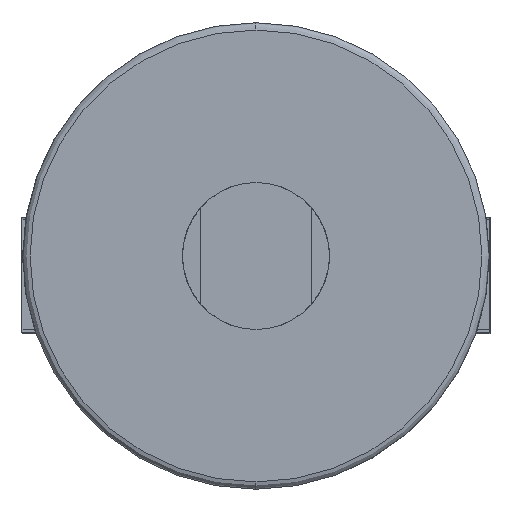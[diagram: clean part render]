
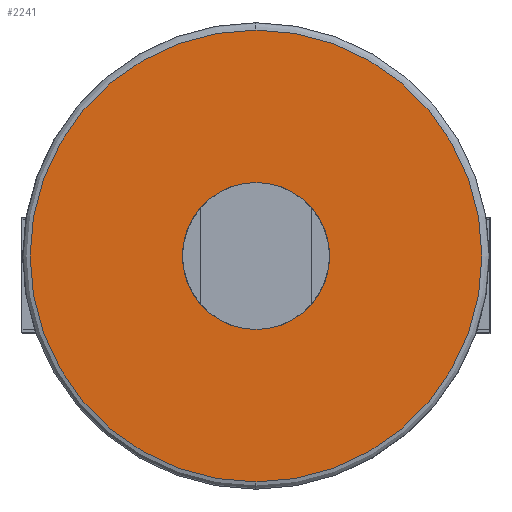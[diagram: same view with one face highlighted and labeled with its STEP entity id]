
A CAD part, left-side view. The second image highlights one B-rep face of the part: STEP entity #2241.
In plain terms, the highlighted planar face has unit normal (-1, 0, 0).
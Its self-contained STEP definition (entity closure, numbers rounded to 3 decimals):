
#127 = DIRECTION ( 'NONE',  ( 0., 0., 1. ) ) ;
#145 = DIRECTION ( 'NONE',  ( -1., 0., 0. ) ) ;
#162 = CARTESIAN_POINT ( 'NONE',  ( -700., 0., 0. ) ) ;
#296 = CARTESIAN_POINT ( 'NONE',  ( -700., 0., 0. ) ) ;
#744 = AXIS2_PLACEMENT_3D ( 'NONE', #15826, #8533, #966 ) ;
#902 = FACE_OUTER_BOUND ( 'NONE', #9685, .T. ) ;
#966 = DIRECTION ( 'NONE',  ( 0., 0., 1. ) ) ;
#1063 = ORIENTED_EDGE ( 'NONE', *, *, #11826, .F. ) ;
#1556 = DIRECTION ( 'NONE',  ( 0., 0., 1. ) ) ;
#2200 = CARTESIAN_POINT ( 'NONE',  ( -700., 0., 10. ) ) ;
#2204 = VERTEX_POINT ( 'NONE', #9089 ) ;
#2241 = ADVANCED_FACE ( 'NONE', ( #902, #13804 ), #8205, .T. ) ;
#2311 = CARTESIAN_POINT ( 'NONE',  ( -700., 0., -30.75 ) ) ;
#2368 = CIRCLE ( 'NONE', #3062, 10. ) ;
#2926 = DIRECTION ( 'NONE',  ( -1., 0., 0. ) ) ;
#3062 = AXIS2_PLACEMENT_3D ( 'NONE', #296, #9131, #1556 ) ;
#3077 = VERTEX_POINT ( 'NONE', #2200 ) ;
#3667 = ORIENTED_EDGE ( 'NONE', *, *, #10038, .T. ) ;
#4754 = EDGE_CURVE ( 'NONE', #2204, #8716, #7399, .T. ) ;
#5936 = DIRECTION ( 'NONE',  ( -1., 0., 0. ) ) ;
#6152 = CIRCLE ( 'NONE', #744, 30.75 ) ;
#6503 = DIRECTION ( 'NONE',  ( 0., 0., 1. ) ) ;
#7399 = CIRCLE ( 'NONE', #15221, 30.75 ) ;
#7582 = CIRCLE ( 'NONE', #14730, 10. ) ;
#8177 = AXIS2_PLACEMENT_3D ( 'NONE', #9106, #5936, #6503 ) ;
#8205 = PLANE ( 'NONE',  #8177 ) ;
#8533 = DIRECTION ( 'NONE',  ( -1., 0., 0. ) ) ;
#8716 = VERTEX_POINT ( 'NONE', #2311 ) ;
#9089 = CARTESIAN_POINT ( 'NONE',  ( -700., 0., 30.75 ) ) ;
#9106 = CARTESIAN_POINT ( 'NONE',  ( -700., 31.75, 0. ) ) ;
#9131 = DIRECTION ( 'NONE',  ( -1., 0., 0. ) ) ;
#9685 = EDGE_LOOP ( 'NONE', ( #13229, #3667 ) ) ;
#10038 = EDGE_CURVE ( 'NONE', #8716, #2204, #6152, .T. ) ;
#10170 = EDGE_CURVE ( 'NONE', #10835, #3077, #2368, .T. ) ;
#10327 = ORIENTED_EDGE ( 'NONE', *, *, #10170, .F. ) ;
#10459 = CARTESIAN_POINT ( 'NONE',  ( -700., 0., 0. ) ) ;
#10835 = VERTEX_POINT ( 'NONE', #14206 ) ;
#11687 = DIRECTION ( 'NONE',  ( 0., 0., 1. ) ) ;
#11826 = EDGE_CURVE ( 'NONE', #3077, #10835, #7582, .T. ) ;
#13229 = ORIENTED_EDGE ( 'NONE', *, *, #4754, .T. ) ;
#13804 = FACE_BOUND ( 'NONE', #16022, .T. ) ;
#14206 = CARTESIAN_POINT ( 'NONE',  ( -700., 0., -10. ) ) ;
#14730 = AXIS2_PLACEMENT_3D ( 'NONE', #10459, #2926, #11687 ) ;
#15221 = AXIS2_PLACEMENT_3D ( 'NONE', #162, #145, #127 ) ;
#15826 = CARTESIAN_POINT ( 'NONE',  ( -700., 0., 0. ) ) ;
#16022 = EDGE_LOOP ( 'NONE', ( #10327, #1063 ) ) ;
